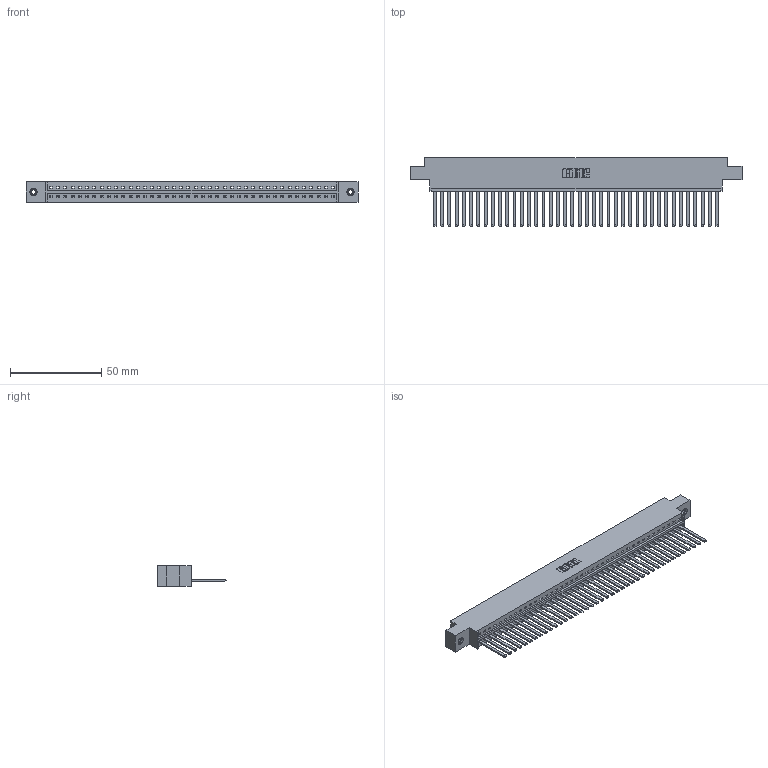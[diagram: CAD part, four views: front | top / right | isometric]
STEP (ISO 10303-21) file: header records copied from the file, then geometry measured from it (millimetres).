
FILE_DESCRIPTION (( 'STEP AP203' ), '1' );
FILE_NAME ('336-040-541-607.STEP', '2020-08-07T23:17:23', ( '' ), ( '' ), 'SwSTEP 2.0', 'SolidWorks 2020', '' );
FILE_SCHEMA (( 'CONFIG_CONTROL_DESIGN' ));
Length unit declared in the file: inch
Products named in the file (4): 345-250-001_345-250-005-103; 336 Part_Offset - .156 Dia - TI; 336-290-001_336-290-541; 336-040-541-607
Assembly tree (43 placements, depth 2):
  336-040-541-607
    336 Part_Offset - .156 Dia - TI
    336-290-001_336-290-541  x40
    345-250-001_345-250-005-103  x2
Bounding box: 181.89 x 37.34 x 11.1 mm (x, y, z)
Volume: 26429.8 mm3; surface area: 28864.1 mm2
Topology: 43 solids, 43 shells, 2178 faces, 6619 edges, 4378 vertices
Faces by surface type: plane 1466, cylinder 696, cone 12, torus 4
Entity records: 31029 total; most frequent: CARTESIAN_POINT 5468, ORIENTED_EDGE 5338, DIRECTION 4543, EDGE_CURVE 2669, LINE 2517, VECTOR 2517, VERTEX_POINT 1774, AXIS2_PLACEMENT_3D 1013
